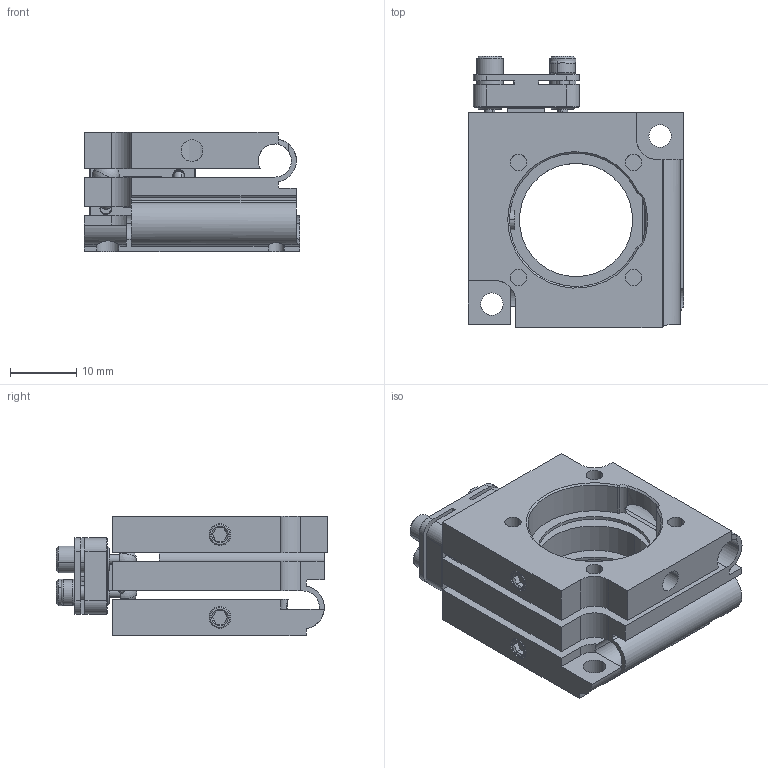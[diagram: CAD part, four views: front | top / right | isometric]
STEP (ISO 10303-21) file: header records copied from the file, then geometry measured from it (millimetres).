
FILE_DESCRIPTION (( 'STEP AP203' ), '1' );
FILE_NAME ('1.1.6.46-ZJR-S20.STEP', '2024-05-31T07:09:41', ( '' ), ( '' ), 'SwSTEP 2.0', 'SolidWorks 2021', '' );
FILE_SCHEMA (( 'CONFIG_CONTROL_DESIGN' ));
Length unit declared in the file: millimetre
Products named in the file (9): 1.1.6.46-ZJR-S20; 1.1.6.1.3_标准挠性光学调整架M4x0.25细牙螺丝，长度8mm，零部件; 30.8.8-14，M4尼龙头顶丝，A_30.8.10-LNJ4*6; 30.1.圆柱头内六角不锈钢螺丝_30.1.18-M2*6; 耳1.5 440C粣創詩埴翐种_33.2.25-DZ-耳1.5*5; 1.1.6.1.4_标准挠性光学调整架调节块顶杆，零部件; 1.1.6.46.1_上方调节挠性光学调整架主体，铝合金，用于φ20mm光学元件; 30.1.圆柱头内六角不锈钢螺丝_30.1.16-M2*4; 1.1.6.1.2_标准挠性光学调整架调节块，铝合金，用于φ0.5英寸光学元件，零部件，A
Assembly tree (17 placements, depth 2):
  1.1.6.46-ZJR-S20
    1.1.6.46.1_上方调节挠性光学调整架主体，铝合金，用于φ20mm光学元件
    1.1.6.1.2_标准挠性光学调整架调节块，铝合金，用于φ0.5英寸光学元件，零部件，A
    耳1.5 440C粣創詩埴翐种_33.2.25-DZ-耳1.5*5  x6
    1.1.6.1.4_标准挠性光学调整架调节块顶杆，零部件  x2
    1.1.6.1.3_标准挠性光学调整架M4x0.25细牙螺丝，长度8mm，零部件  x2
    30.8.8-14，M4尼龙头顶丝，A_30.8.10-LNJ4*6  x2
    30.1.圆柱头内六角不锈钢螺丝_30.1.18-M2*6
    30.1.圆柱头内六角不锈钢螺丝_30.1.16-M2*4  x2
Bounding box: 32.5 x 40.95 x 18 mm (x, y, z)
Volume: 9877.6 mm3; surface area: 10165.5 mm2
Topology: 17 solids, 17 shells, 474 faces, 1198 edges, 758 vertices
Faces by surface type: plane 173, cylinder 170, cone 101, torus 18, sphere 12
Entity records: 13232 total; most frequent: CARTESIAN_POINT 2861, DIRECTION 1950, ORIENTED_EDGE 1920, EDGE_CURVE 960, AXIS2_PLACEMENT_3D 737, VERTEX_POINT 615, VECTOR 476, LINE 476
